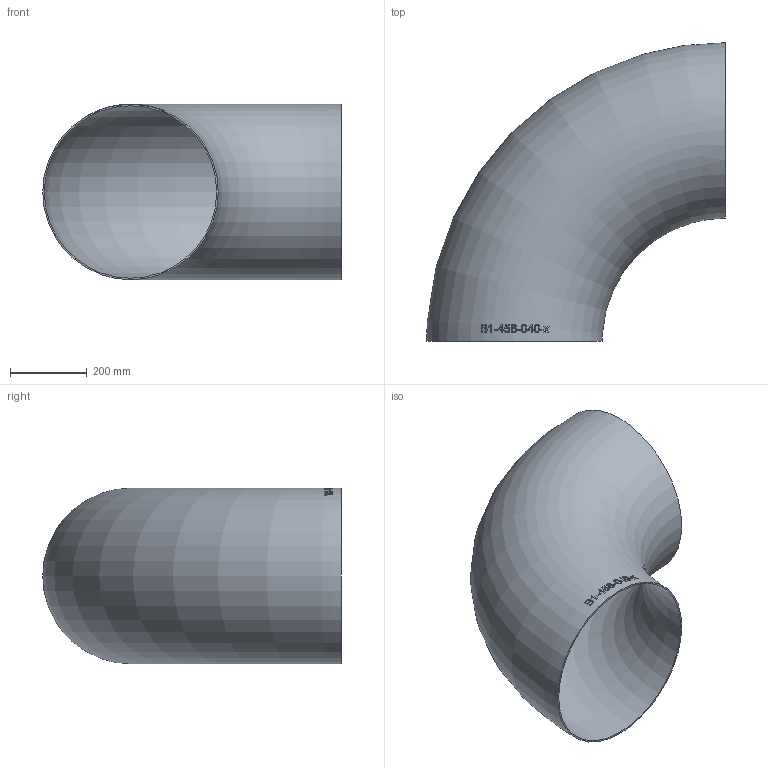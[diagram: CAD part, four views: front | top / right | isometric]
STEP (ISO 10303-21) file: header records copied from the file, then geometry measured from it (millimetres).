
FILE_DESCRIPTION (( 'STEP AP214' ), '1' );
FILE_NAME ('B1-458-040-x Bogen 2005.STEP', '2020-05-04T10:07:17', ( '' ), ( '' ), 'SwSTEP 2.0', 'SolidWorks 2019', '' );
FILE_SCHEMA (( 'AUTOMOTIVE_DESIGN' ));
Length unit declared in the file: millimetre
Products named in the file (1): B1-458-040-x Bogen 2005
Bounding box: 779 x 779 x 458 mm (x, y, z)
Volume: 4928833 mm3; surface area: 2475884.2 mm2
Topology: 1 solids, 1 shells, 157 faces, 409 edges, 273 vertices
Faces by surface type: bspline 133, torus 22, plane 2
Entity records: 29577 total; most frequent: CARTESIAN_POINT 25299, ORIENTED_EDGE 806, EDGE_CURVE 403, B_SPLINE_CURVE_WITH_KNOTS 399, VERTEX_POINT 270, EDGE_LOOP 181, FACE_OUTER_BOUND 159, ADVANCED_FACE 157
